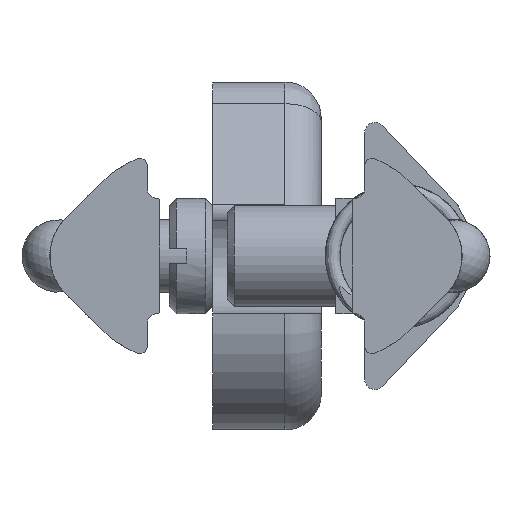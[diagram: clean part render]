
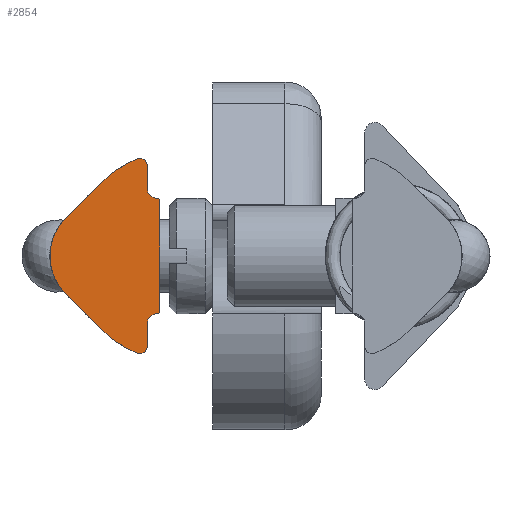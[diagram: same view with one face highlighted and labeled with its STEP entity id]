
A CAD part, front view. The second image highlights one B-rep face of the part: STEP entity #2854.
In plain terms, the highlighted face is planar.
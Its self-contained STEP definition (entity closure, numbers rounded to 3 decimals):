
#295=PLANE('',#3163);
#456=FACE_OUTER_BOUND('',#677,.T.);
#677=EDGE_LOOP('',(#2427,#2428,#2429,#2430,#2431,#2432,#2433,#2434,#2435,
#2436,#2437,#2438,#2439,#2440,#2441,#2442));
#863=CIRCLE('',#3115,0.2);
#865=CIRCLE('',#3119,7.2);
#868=CIRCLE('',#3125,0.501);
#871=CIRCLE('',#3134,0.6);
#874=CIRCLE('',#3147,3.653);
#877=CIRCLE('',#3152,0.2);
#878=CIRCLE('',#3155,0.6);
#879=CIRCLE('',#3158,0.501);
#880=CIRCLE('',#3160,7.2);
#999=LINE('',#4715,#1187);
#1003=LINE('',#4724,#1191);
#1015=LINE('',#4759,#1203);
#1027=LINE('',#4831,#1215);
#1033=LINE('',#4851,#1221);
#1036=LINE('',#4859,#1224);
#1041=LINE('',#4871,#1229);
#1187=VECTOR('',#3736,7.6);
#1191=VECTOR('',#3746,0.05);
#1203=VECTOR('',#3782,1.635);
#1215=VECTOR('',#3828,3.548);
#1221=VECTOR('',#3850,0.05);
#1224=VECTOR('',#3859,1.635);
#1229=VECTOR('',#3874,3.548);
#1447=VERTEX_POINT('',#4712);
#1448=VERTEX_POINT('',#4714);
#1449=VERTEX_POINT('',#4718);
#1450=VERTEX_POINT('',#4722);
#1453=VERTEX_POINT('',#4730);
#1454=VERTEX_POINT('',#4732);
#1458=VERTEX_POINT('',#4746);
#1461=VERTEX_POINT('',#4758);
#1472=VERTEX_POINT('',#4829);
#1474=VERTEX_POINT('',#4836);
#1477=VERTEX_POINT('',#4846);
#1478=VERTEX_POINT('',#4850);
#1479=VERTEX_POINT('',#4854);
#1480=VERTEX_POINT('',#4858);
#1481=VERTEX_POINT('',#4862);
#1482=VERTEX_POINT('',#4866);
#1757=EDGE_CURVE('',#1447,#1448,#999,.T.);
#1760=EDGE_CURVE('',#1449,#1447,#863,.T.);
#1762=EDGE_CURVE('',#1450,#1449,#1003,.T.);
#1766=EDGE_CURVE('',#1453,#1454,#865,.T.);
#1773=EDGE_CURVE('',#1454,#1458,#868,.T.);
#1779=EDGE_CURVE('',#1458,#1461,#1015,.T.);
#1785=EDGE_CURVE('',#1461,#1450,#871,.T.);
#1800=EDGE_CURVE('',#1472,#1453,#1027,.T.);
#1804=EDGE_CURVE('',#1474,#1472,#874,.T.);
#1808=EDGE_CURVE('',#1448,#1477,#877,.T.);
#1810=EDGE_CURVE('',#1477,#1478,#1033,.T.);
#1812=EDGE_CURVE('',#1478,#1479,#878,.T.);
#1814=EDGE_CURVE('',#1479,#1480,#1036,.T.);
#1816=EDGE_CURVE('',#1480,#1481,#879,.T.);
#1818=EDGE_CURVE('',#1481,#1482,#880,.T.);
#1821=EDGE_CURVE('',#1482,#1474,#1041,.T.);
#2427=ORIENTED_EDGE('',*,*,#1762,.F.);
#2428=ORIENTED_EDGE('',*,*,#1785,.F.);
#2429=ORIENTED_EDGE('',*,*,#1779,.F.);
#2430=ORIENTED_EDGE('',*,*,#1773,.F.);
#2431=ORIENTED_EDGE('',*,*,#1766,.F.);
#2432=ORIENTED_EDGE('',*,*,#1800,.F.);
#2433=ORIENTED_EDGE('',*,*,#1804,.F.);
#2434=ORIENTED_EDGE('',*,*,#1821,.F.);
#2435=ORIENTED_EDGE('',*,*,#1818,.F.);
#2436=ORIENTED_EDGE('',*,*,#1816,.F.);
#2437=ORIENTED_EDGE('',*,*,#1814,.F.);
#2438=ORIENTED_EDGE('',*,*,#1812,.F.);
#2439=ORIENTED_EDGE('',*,*,#1810,.F.);
#2440=ORIENTED_EDGE('',*,*,#1808,.F.);
#2441=ORIENTED_EDGE('',*,*,#1757,.F.);
#2442=ORIENTED_EDGE('',*,*,#1760,.F.);
#2854=ADVANCED_FACE('',(#456),#295,.T.);
#3115=AXIS2_PLACEMENT_3D('',#4720,#3741,#3742);
#3119=AXIS2_PLACEMENT_3D('',#4733,#3753,#3754);
#3125=AXIS2_PLACEMENT_3D('',#4747,#3769,#3770);
#3134=AXIS2_PLACEMENT_3D('',#4770,#3796,#3797);
#3147=AXIS2_PLACEMENT_3D('',#4838,#3834,#3835);
#3152=AXIS2_PLACEMENT_3D('',#4847,#3845,#3846);
#3155=AXIS2_PLACEMENT_3D('',#4855,#3854,#3855);
#3158=AXIS2_PLACEMENT_3D('',#4863,#3863,#3864);
#3160=AXIS2_PLACEMENT_3D('',#4867,#3868,#3869);
#3163=AXIS2_PLACEMENT_3D('',#4873,#3877,#3878);
#3736=DIRECTION('',(-1.,0.,0.));
#3741=DIRECTION('center_axis',(0.,0.,-1.));
#3742=DIRECTION('ref_axis',(0.,1.,0.));
#3746=DIRECTION('',(0.,-1.,0.));
#3753=DIRECTION('center_axis',(0.,0.,-1.));
#3754=DIRECTION('ref_axis',(-0.931,-0.366,0.));
#3769=DIRECTION('center_axis',(0.,0.,-1.));
#3770=DIRECTION('ref_axis',(0.,1.,0.));
#3782=DIRECTION('',(-1.,0.,0.));
#3796=DIRECTION('center_axis',(0.,0.,1.));
#3797=DIRECTION('ref_axis',(0.,1.,0.));
#3828=DIRECTION('',(0.707,-0.707,0.));
#3834=DIRECTION('center_axis',(0.,0.,-1.));
#3835=DIRECTION('ref_axis',(-0.707,-0.707,0.));
#3845=DIRECTION('center_axis',(0.,0.,-1.));
#3846=DIRECTION('ref_axis',(1.,0.,0.));
#3850=DIRECTION('',(0.,1.,0.));
#3854=DIRECTION('center_axis',(0.,0.,1.));
#3855=DIRECTION('ref_axis',(1.,0.,0.));
#3859=DIRECTION('',(-1.,0.,0.));
#3863=DIRECTION('center_axis',(0.,0.,-1.));
#3864=DIRECTION('ref_axis',(0.931,-0.366,0.));
#3868=DIRECTION('center_axis',(0.,0.,-1.));
#3869=DIRECTION('ref_axis',(0.707,-0.707,0.));
#3874=DIRECTION('',(0.707,0.707,0.));
#3877=DIRECTION('center_axis',(0.,0.,1.));
#3878=DIRECTION('ref_axis',(1.,0.,0.));
#4712=CARTESIAN_POINT('',(3.799,-3.189,11.));
#4714=CARTESIAN_POINT('',(-3.801,-3.189,11.));
#4715=CARTESIAN_POINT('',(3.799,-3.189,11.));
#4718=CARTESIAN_POINT('',(3.999,-2.989,11.));
#4720=CARTESIAN_POINT('Origin',(3.799,-2.989,11.));
#4722=CARTESIAN_POINT('',(3.999,-2.939,11.));
#4724=CARTESIAN_POINT('',(3.999,-2.939,11.));
#4730=CARTESIAN_POINT('',(5.09,0.803,11.));
#4732=CARTESIAN_POINT('',(6.7,-1.655,11.));
#4733=CARTESIAN_POINT('Origin',(-0.001,-4.288,
11.));
#4746=CARTESIAN_POINT('',(6.234,-2.339,11.));
#4747=CARTESIAN_POINT('Origin',(6.234,-1.838,11.));
#4758=CARTESIAN_POINT('',(4.599,-2.339,11.));
#4759=CARTESIAN_POINT('',(6.234,-2.339,11.));
#4770=CARTESIAN_POINT('Origin',(4.599,-2.939,11.));
#4829=CARTESIAN_POINT('',(2.582,3.312,11.));
#4831=CARTESIAN_POINT('',(2.582,3.312,11.));
#4836=CARTESIAN_POINT('',(-2.584,3.312,11.));
#4838=CARTESIAN_POINT('Origin',(-0.001,0.729,
11.));
#4846=CARTESIAN_POINT('',(-4.001,-2.989,11.));
#4847=CARTESIAN_POINT('Origin',(-3.801,-2.989,11.));
#4850=CARTESIAN_POINT('',(-4.001,-2.939,11.));
#4851=CARTESIAN_POINT('',(-4.001,-2.989,11.));
#4854=CARTESIAN_POINT('',(-4.601,-2.339,11.));
#4855=CARTESIAN_POINT('Origin',(-4.601,-2.939,11.));
#4858=CARTESIAN_POINT('',(-6.236,-2.339,11.));
#4859=CARTESIAN_POINT('',(-4.601,-2.339,11.));
#4862=CARTESIAN_POINT('',(-6.702,-1.655,11.));
#4863=CARTESIAN_POINT('Origin',(-6.236,-1.838,11.));
#4866=CARTESIAN_POINT('',(-5.092,0.803,11.));
#4867=CARTESIAN_POINT('Origin',(-0.001,-4.288,
11.));
#4871=CARTESIAN_POINT('',(-5.092,0.803,11.));
#4873=CARTESIAN_POINT('Origin',(-0.001,-0.234,
11.));
